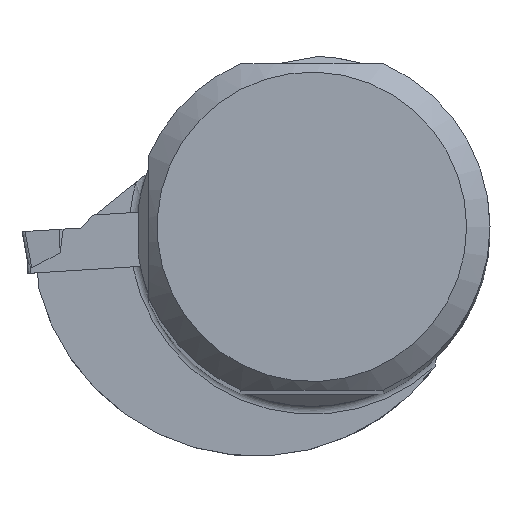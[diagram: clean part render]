
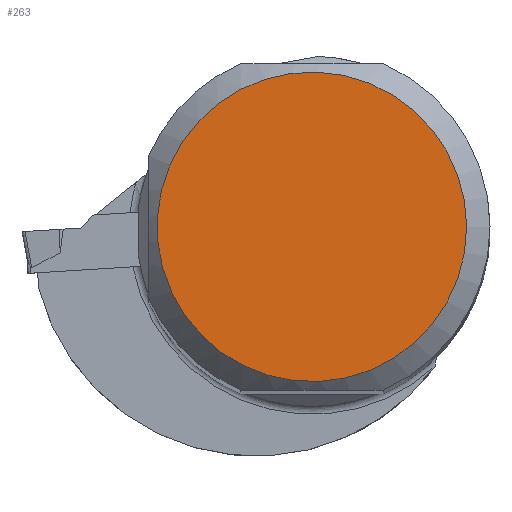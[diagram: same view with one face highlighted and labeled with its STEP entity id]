
A CAD part, top view. The second image highlights one B-rep face of the part: STEP entity #263.
In plain terms, the highlighted planar face has unit normal (0, 0, 1).
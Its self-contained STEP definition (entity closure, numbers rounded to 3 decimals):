
#176=FACE_OUTER_BOUND('',#482,.T.);
#263=ADVANCED_FACE('TB_BL_N10_SU6',(#176),#339,.T.);
#339=PLANE('',#1900);
#392=CIRCLE('',#1896,16.55);
#482=EDGE_LOOP('',(#1035));
#1035=ORIENTED_EDGE('',*,*,#1626,.T.);
#1430=VERTEX_POINT('',#2971);
#1626=EDGE_CURVE('',#1430,#1430,#392,.T.);
#1896=AXIS2_PLACEMENT_3D('',#2970,#2196,#2197);
#1900=AXIS2_PLACEMENT_3D('',#3035,#2204,#2205);
#2196=DIRECTION('',(0.,0.,1.));
#2197=DIRECTION('',(1.,0.,0.));
#2204=DIRECTION('',(0.,0.,1.));
#2205=DIRECTION('',(1.,0.,0.));
#2970=CARTESIAN_POINT('',(0.,0.,0.));
#2971=CARTESIAN_POINT('',(16.55,0.,0.));
#3035=CARTESIAN_POINT('',(0.,0.,0.));
